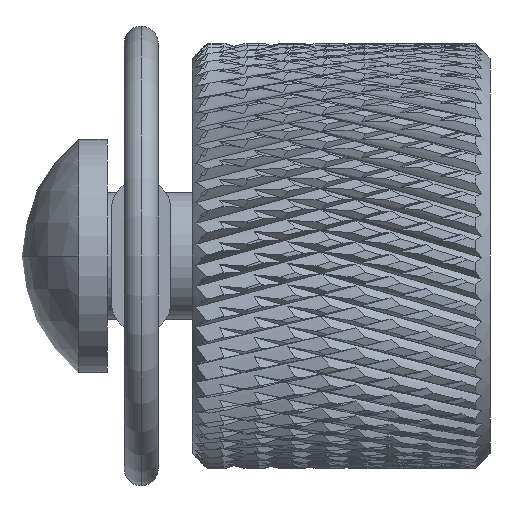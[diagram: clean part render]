
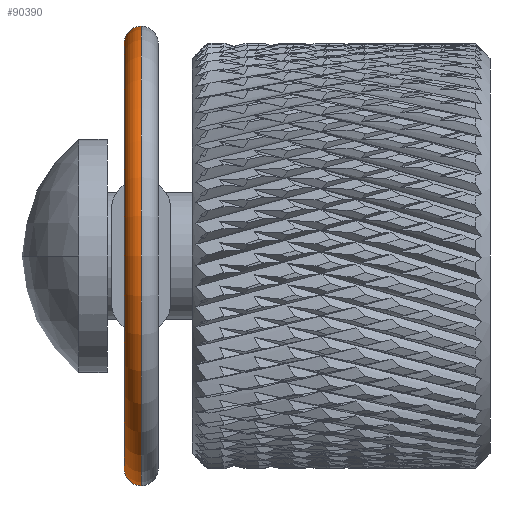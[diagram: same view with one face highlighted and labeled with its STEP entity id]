
A CAD part, front view. The second image highlights one B-rep face of the part: STEP entity #90390.
In plain terms, the highlighted toroidal (fillet/blend) face has major radius 5 mm and minor radius 0.4 mm.
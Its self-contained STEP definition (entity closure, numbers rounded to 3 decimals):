
#475 = ORIENTED_EDGE ( 'NONE', *, *, #32421, .T. ) ;
#818 = VERTEX_POINT ( 'NONE', #32078 ) ;
#5140 = CIRCLE ( 'NONE', #62802, 0.4 ) ;
#16121 = CARTESIAN_POINT ( 'NONE',  ( 45.5, 0., 0. ) ) ;
#21617 = DIRECTION ( 'NONE',  ( -1., 0., 0. ) ) ;
#28225 = DIRECTION ( 'NONE',  ( 0., 1., 0. ) ) ;
#32078 = CARTESIAN_POINT ( 'NONE',  ( 45.5, 0., 5.4 ) ) ;
#32421 = EDGE_CURVE ( 'NONE', #133387, #104892, #5140, .T. ) ;
#42564 = DIRECTION ( 'NONE',  ( 0., 0., 1. ) ) ;
#57970 = CIRCLE ( 'NONE', #183045, 0.4 ) ;
#62102 = CARTESIAN_POINT ( 'NONE',  ( 45.5, 0., 0. ) ) ;
#62802 = AXIS2_PLACEMENT_3D ( 'NONE', #131148, #133117, #193385 ) ;
#66061 = FACE_OUTER_BOUND ( 'NONE', #84930, .T. ) ;
#66696 = ORIENTED_EDGE ( 'NONE', *, *, #196222, .F. ) ;
#84930 = EDGE_LOOP ( 'NONE', ( #66696, #104049, #141404, #475 ) ) ;
#86063 = TOROIDAL_SURFACE ( 'NONE', #89335, 5., 0.4 ) ;
#86685 = CARTESIAN_POINT ( 'NONE',  ( 45.5, 0., 0. ) ) ;
#89335 = AXIS2_PLACEMENT_3D ( 'NONE', #62102, #186531, #158415 ) ;
#90390 = ADVANCED_FACE ( 'NONE', ( #66061 ), #86063, .T. ) ;
#98815 = DIRECTION ( 'NONE',  ( 0., 0., 1. ) ) ;
#104049 = ORIENTED_EDGE ( 'NONE', *, *, #135646, .F. ) ;
#104892 = VERTEX_POINT ( 'NONE', #120342 ) ;
#111247 = VERTEX_POINT ( 'NONE', #118538 ) ;
#118538 = CARTESIAN_POINT ( 'NONE',  ( 45.5, 0., 4.6 ) ) ;
#118774 = DIRECTION ( 'NONE',  ( 0., 1., 0. ) ) ;
#119126 = CIRCLE ( 'NONE', #157684, 4.6 ) ;
#120342 = CARTESIAN_POINT ( 'NONE',  ( 45.5, 0., -5.4 ) ) ;
#128910 = CARTESIAN_POINT ( 'NONE',  ( 45.5, 0., 5. ) ) ;
#131148 = CARTESIAN_POINT ( 'NONE',  ( 45.5, 0., -5. ) ) ;
#133117 = DIRECTION ( 'NONE',  ( 1., 0., 0. ) ) ;
#133387 = VERTEX_POINT ( 'NONE', #181381 ) ;
#135519 = DIRECTION ( 'NONE',  ( 0., 0., 1. ) ) ;
#135646 = EDGE_CURVE ( 'NONE', #111247, #818, #57970, .T. ) ;
#141404 = ORIENTED_EDGE ( 'NONE', *, *, #150417, .T. ) ;
#148202 = CIRCLE ( 'NONE', #164263, 5.4 ) ;
#150417 = EDGE_CURVE ( 'NONE', #111247, #133387, #119126, .T. ) ;
#157684 = AXIS2_PLACEMENT_3D ( 'NONE', #16121, #28225, #135519 ) ;
#158415 = DIRECTION ( 'NONE',  ( 0., 0., 1. ) ) ;
#164263 = AXIS2_PLACEMENT_3D ( 'NONE', #86685, #118774, #42564 ) ;
#181381 = CARTESIAN_POINT ( 'NONE',  ( 45.5, 0., -4.6 ) ) ;
#183045 = AXIS2_PLACEMENT_3D ( 'NONE', #128910, #21617, #98815 ) ;
#186531 = DIRECTION ( 'NONE',  ( 0., 1., 0. ) ) ;
#193385 = DIRECTION ( 'NONE',  ( 0., 0., -1. ) ) ;
#196222 = EDGE_CURVE ( 'NONE', #818, #104892, #148202, .T. ) ;
